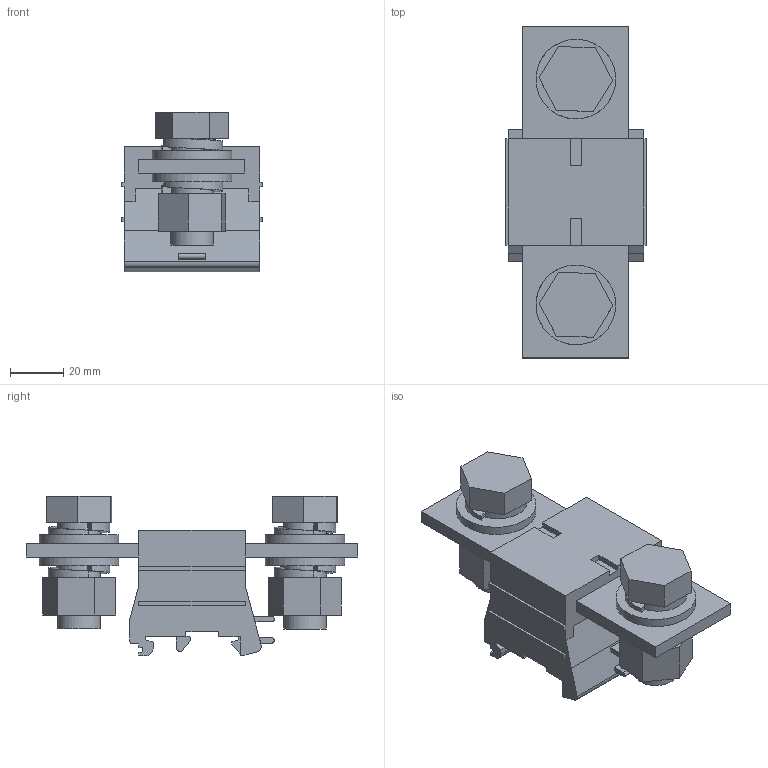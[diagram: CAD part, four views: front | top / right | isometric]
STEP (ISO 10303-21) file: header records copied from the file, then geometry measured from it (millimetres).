
FILE_DESCRIPTION(/* description */ ('Unknown'),/* implementation_level */ '2;1');
FILE_NAME(/* name */ 'DPBB240_3D_SOLID',/* time_stamp */ '2024-11-15T10:32:57+05:00',/* author */ ('Unknown'),/* organization */ ('Unknown'),/* preprocessor_version */ 'ST-DEVELOPER v16.7',/* originating_system */ 'Solid Edge',/* authorisation */ 'Unknown');
FILE_SCHEMA (('AUTOMOTIVE_DESIGN {1 0 10303 214 3 1 1}'));
Length unit declared in the file: millimetre
Products named in the file (1): DPBB240_GY_3D-182
Bounding box: 53 x 125 x 60.2 mm (x, y, z)
Volume: 148416.3 mm3; surface area: 36341.4 mm2
Topology: 1 solids, 2 shells, 184 faces, 496 edges, 332 vertices
Faces by surface type: plane 143, cylinder 29, bspline 10, cone 2
Full cylindrical faces by diameter (mm): 4.7 x1, 16 x4, 17 x2, 30 x4
Entity records: 7714 total; most frequent: CARTESIAN_POINT 1902, ORIENTED_EDGE 954, DIRECTION 857, EDGE_CURVE 477, LINE 391, VECTOR 391, VERTEX_POINT 324, AXIS2_PLACEMENT_3D 233
